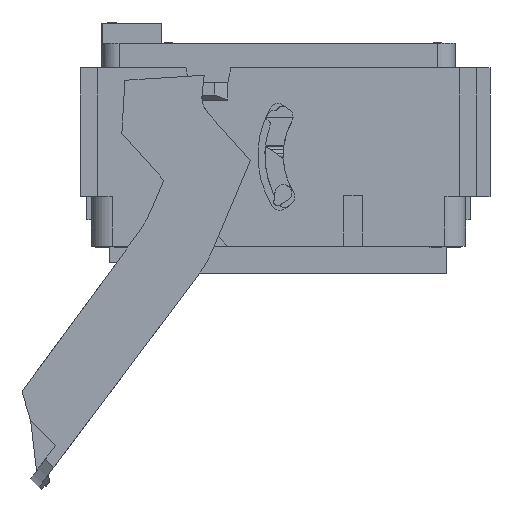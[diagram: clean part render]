
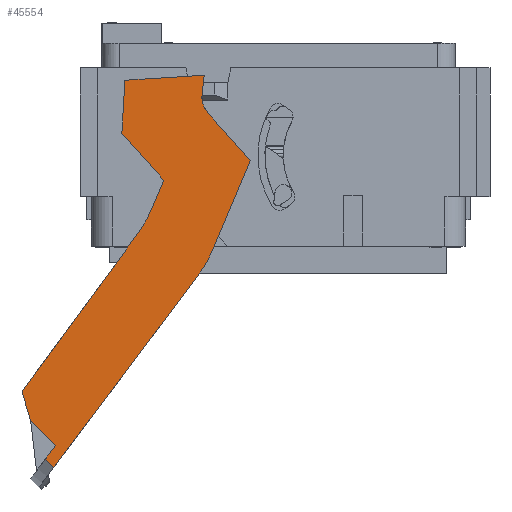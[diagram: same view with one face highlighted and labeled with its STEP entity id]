
A CAD part, front view. The second image highlights one B-rep face of the part: STEP entity #45554.
In plain terms, the highlighted planar face has unit normal (0, -1, 0).
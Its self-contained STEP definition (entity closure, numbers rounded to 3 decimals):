
#39774=FACE_OUTER_BOUND('',#56104,.T.);
#45554=ADVANCED_FACE('',(#39774),#49591,.T.);
#49591=PLANE('',#127767);
#51975=CIRCLE('',#127764,20.);
#51976=CIRCLE('',#127765,4.1);
#51977=CIRCLE('',#127766,20.);
#56104=EDGE_LOOP('',(#74949,#74950,#74951,#74952,#74953,#74954,#74955,#74956,
#74957,#74958,#74959,#74960,#74961,#74962,#74963,#74964));
#74949=ORIENTED_EDGE('',*,*,#100311,.T.);
#74950=ORIENTED_EDGE('',*,*,#100331,.F.);
#74951=ORIENTED_EDGE('',*,*,#100244,.T.);
#74952=ORIENTED_EDGE('',*,*,#100326,.T.);
#74953=ORIENTED_EDGE('',*,*,#100329,.T.);
#74954=ORIENTED_EDGE('',*,*,#100332,.T.);
#74955=ORIENTED_EDGE('',*,*,#100333,.T.);
#74956=ORIENTED_EDGE('',*,*,#100334,.F.);
#74957=ORIENTED_EDGE('',*,*,#100335,.T.);
#74958=ORIENTED_EDGE('',*,*,#100336,.T.);
#74959=ORIENTED_EDGE('',*,*,#100337,.T.);
#74960=ORIENTED_EDGE('',*,*,#100338,.T.);
#74961=ORIENTED_EDGE('',*,*,#100339,.T.);
#74962=ORIENTED_EDGE('',*,*,#100340,.T.);
#74963=ORIENTED_EDGE('',*,*,#100341,.F.);
#74964=ORIENTED_EDGE('',*,*,#100342,.T.);
#89182=VERTEX_POINT('',#173171);
#89184=VERTEX_POINT('',#173175);
#89231=VERTEX_POINT('',#173310);
#89232=VERTEX_POINT('',#173312);
#89240=VERTEX_POINT('',#173343);
#89243=VERTEX_POINT('',#173356);
#89244=VERTEX_POINT('',#173362);
#89245=VERTEX_POINT('',#173364);
#89246=VERTEX_POINT('',#173366);
#89247=VERTEX_POINT('',#173368);
#89248=VERTEX_POINT('',#173370);
#89249=VERTEX_POINT('',#173372);
#89250=VERTEX_POINT('',#173374);
#89251=VERTEX_POINT('',#173376);
#89252=VERTEX_POINT('',#173378);
#89253=VERTEX_POINT('',#173380);
#100244=EDGE_CURVE('',#89182,#89184,#109992,.T.);
#100311=EDGE_CURVE('',#89232,#89231,#110059,.T.);
#100326=EDGE_CURVE('',#89184,#89240,#110072,.T.);
#100329=EDGE_CURVE('',#89240,#89243,#110073,.T.);
#100331=EDGE_CURVE('',#89182,#89231,#110075,.T.);
#100332=EDGE_CURVE('',#89243,#89244,#110076,.T.);
#100333=EDGE_CURVE('',#89244,#89245,#51975,.T.);
#100334=EDGE_CURVE('',#89246,#89245,#110077,.T.);
#100335=EDGE_CURVE('',#89246,#89247,#110078,.T.);
#100336=EDGE_CURVE('',#89247,#89248,#51976,.T.);
#100337=EDGE_CURVE('',#89248,#89249,#110079,.T.);
#100338=EDGE_CURVE('',#89249,#89250,#110080,.T.);
#100339=EDGE_CURVE('',#89250,#89251,#110081,.T.);
#100340=EDGE_CURVE('',#89251,#89252,#110082,.T.);
#100341=EDGE_CURVE('',#89253,#89252,#110083,.T.);
#100342=EDGE_CURVE('',#89253,#89232,#51977,.T.);
#109992=LINE('',#173176,#118921);
#110059=LINE('',#173311,#118988);
#110072=LINE('',#173344,#119001);
#110073=LINE('',#173357,#119002);
#110075=LINE('',#173360,#119005);
#110076=LINE('',#173361,#119006);
#110077=LINE('',#173365,#119007);
#110078=LINE('',#173367,#119008);
#110079=LINE('',#173371,#119009);
#110080=LINE('',#173373,#119010);
#110081=LINE('',#173375,#119011);
#110082=LINE('',#173377,#119012);
#110083=LINE('',#173379,#119013);
#118921=VECTOR('',#146014,1.);
#118988=VECTOR('',#146123,1.);
#119001=VECTOR('',#146142,1.);
#119002=VECTOR('',#146145,1.);
#119005=VECTOR('',#146150,1.);
#119006=VECTOR('',#146151,1.);
#119007=VECTOR('',#146154,1.);
#119008=VECTOR('',#146155,1.);
#119009=VECTOR('',#146158,1.);
#119010=VECTOR('',#146159,1.);
#119011=VECTOR('',#146160,1.);
#119012=VECTOR('',#146161,1.);
#119013=VECTOR('',#146162,1.);
#127764=AXIS2_PLACEMENT_3D('',#173363,#146152,#146153);
#127765=AXIS2_PLACEMENT_3D('',#173369,#146156,#146157);
#127766=AXIS2_PLACEMENT_3D('',#173381,#146163,#146164);
#127767=AXIS2_PLACEMENT_3D('',#173382,#146165,#146166);
#146014=DIRECTION('',(0.704,0.,-0.71));
#146123=DIRECTION('',(-0.591,0.,-0.807));
#146142=DIRECTION('',(-0.601,0.,-0.799));
#146145=DIRECTION('',(0.704,0.,-0.71));
#146150=DIRECTION('',(-0.287,0.,0.958));
#146151=DIRECTION('',(0.601,0.,0.799));
#146152=DIRECTION('',(0.,-1.,0.));
#146153=DIRECTION('',(-0.98,0.,0.197));
#146154=DIRECTION('',(-0.389,0.,-0.921));
#146155=DIRECTION('',(-0.666,0.,0.746));
#146156=DIRECTION('',(0.,1.,0.));
#146157=DIRECTION('',(-0.98,0.,0.197));
#146158=DIRECTION('',(0.111,0.,0.994));
#146159=DIRECTION('',(-0.998,0.,-0.063));
#146160=DIRECTION('',(-0.059,0.,-0.998));
#146161=DIRECTION('',(0.666,0.,-0.746));
#146162=DIRECTION('',(0.389,0.,0.921));
#146163=DIRECTION('',(0.,1.,0.));
#146164=DIRECTION('',(-0.98,0.,0.197));
#146165=DIRECTION('',(0.,-1.,0.));
#146166=DIRECTION('',(0.989,0.,-0.146));
#173171=CARTESIAN_POINT('',(-354.985,39.819,-29.939));
#173175=CARTESIAN_POINT('',(-350.688,39.819,-34.27));
#173176=CARTESIAN_POINT('',(-350.688,39.819,-34.27));
#173310=CARTESIAN_POINT('',(-356.463,39.819,-25.007));
#173311=CARTESIAN_POINT('',(-333.342,39.819,6.556));
#173312=CARTESIAN_POINT('',(-336.603,39.819,2.104));
#173343=CARTESIAN_POINT('',(-352.436,39.819,-36.594));
#173344=CARTESIAN_POINT('',(-319.518,39.819,7.175));
#173356=CARTESIAN_POINT('',(-351.028,39.819,-38.013));
#173357=CARTESIAN_POINT('',(-352.436,39.819,-36.594));
#173360=CARTESIAN_POINT('',(-350.863,39.819,-43.699));
#173361=CARTESIAN_POINT('',(-317.936,39.819,5.985));
#173362=CARTESIAN_POINT('',(-326.196,39.819,-4.997));
#173363=CARTESIAN_POINT('',(-342.179,39.819,7.025));
#173364=CARTESIAN_POINT('',(-323.757,39.819,-0.76));
#173365=CARTESIAN_POINT('',(-323.483,39.819,-0.112));
#173366=CARTESIAN_POINT('',(-317.211,39.819,14.731));
#173367=CARTESIAN_POINT('',(-319.179,39.819,16.934));
#173368=CARTESIAN_POINT('',(-324.505,39.819,22.896));
#173369=CARTESIAN_POINT('',(-321.447,39.819,25.627));
#173370=CARTESIAN_POINT('',(-325.522,39.819,26.082));
#173371=CARTESIAN_POINT('',(-325.652,39.819,24.914));
#173372=CARTESIAN_POINT('',(-325.154,39.819,29.375));
#173373=CARTESIAN_POINT('',(-323.103,39.819,29.505));
#173374=CARTESIAN_POINT('',(-338.769,39.819,28.513));
#173375=CARTESIAN_POINT('',(-338.665,39.819,30.285));
#173376=CARTESIAN_POINT('',(-339.306,39.819,19.411));
#173377=CARTESIAN_POINT('',(-339.834,39.819,20.003));
#173378=CARTESIAN_POINT('',(-332.11,39.819,11.356));
#173379=CARTESIAN_POINT('',(-330.914,39.819,14.187));
#173380=CARTESIAN_POINT('',(-334.314,39.819,6.138));
#173381=CARTESIAN_POINT('',(-352.737,39.819,13.923));
#173382=CARTESIAN_POINT('',(-326.184,39.819,12.189));
